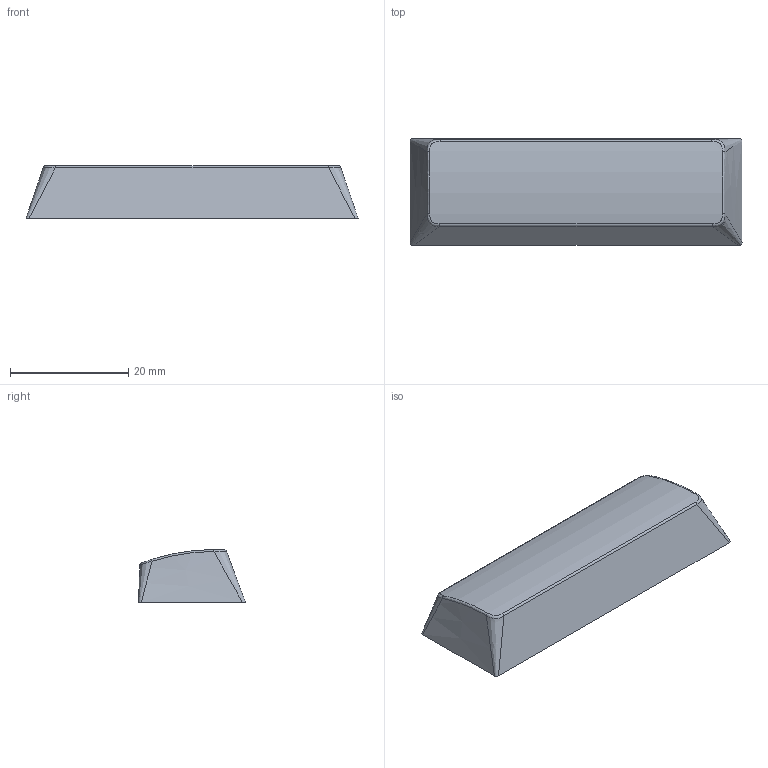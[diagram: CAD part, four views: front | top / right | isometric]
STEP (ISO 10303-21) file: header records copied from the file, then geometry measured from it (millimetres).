
FILE_DESCRIPTION(/* description */ (''),/* implementation_level */ '2;1');
FILE_NAME(/* name */ 'CherryMX_Convex_3u.step',/* time_stamp */ '2025-12-22T21:00:33Z',/* author */ (''),/* organization */ (''),/* preprocessor_version */ 'ST-DEVELOPER v20.1',/* originating_system */ 'Autodesk Translation Framework v14.21.0.0',/* authorisation */ '');
FILE_SCHEMA (('AUTOMOTIVE_DESIGN { 1 0 10303 214 3 1 1 }'));
Length unit declared in the file: millimetre
Products named in the file (1): Convex_3u
Bounding box: 56.2 x 18.1 x 8.92 mm (x, y, z)
Volume: 2474 mm3; surface area: 4493.1 mm2
Topology: 1 solids, 1 shells, 157 faces, 452 edges, 301 vertices
Faces by surface type: plane 110, bspline 43, cylinder 4
Full cylindrical faces by diameter (mm): 5.5 x3
Entity records: 7098 total; most frequent: CARTESIAN_POINT 3262, ORIENTED_EDGE 904, DIRECTION 609, EDGE_CURVE 452, VERTEX_POINT 301, LINE 271, VECTOR 271, AXIS2_PLACEMENT_3D 169
